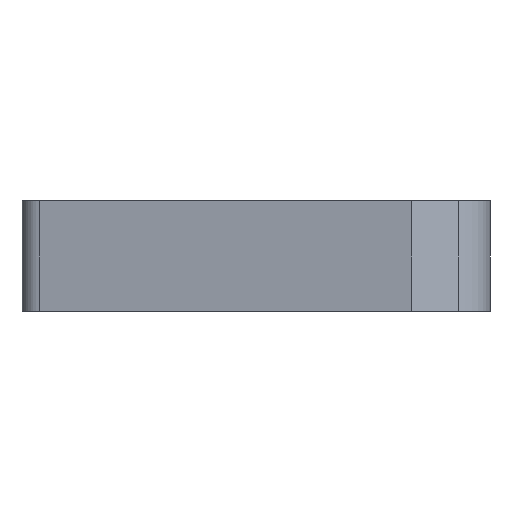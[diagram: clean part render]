
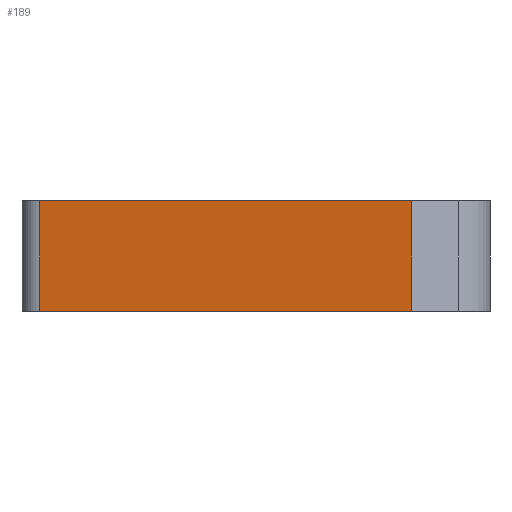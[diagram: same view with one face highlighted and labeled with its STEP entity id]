
A CAD part, left-side view. The second image highlights one B-rep face of the part: STEP entity #189.
In plain terms, the highlighted planar face has unit normal (-0.986, 0.166, 0).
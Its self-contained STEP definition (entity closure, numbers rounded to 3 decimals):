
#189=ADVANCED_FACE('',(#280),#230,.F.);
#230=PLANE('',#1239);
#280=FACE_OUTER_BOUND('',#334,.T.);
#334=EDGE_LOOP('',(#586,#587,#588,#589));
#586=ORIENTED_EDGE('',*,*,#889,.F.);
#587=ORIENTED_EDGE('',*,*,#790,.T.);
#588=ORIENTED_EDGE('',*,*,#869,.T.);
#589=ORIENTED_EDGE('',*,*,#786,.F.);
#678=VERTEX_POINT('',#1591);
#679=VERTEX_POINT('',#1593);
#681=VERTEX_POINT('',#1598);
#683=VERTEX_POINT('',#1602);
#786=EDGE_CURVE('',#679,#678,#940,.T.);
#790=EDGE_CURVE('',#681,#683,#942,.T.);
#869=EDGE_CURVE('',#683,#678,#999,.T.);
#889=EDGE_CURVE('',#681,#679,#1015,.T.);
#940=LINE('',#1594,#1062);
#942=LINE('',#1603,#1064);
#999=LINE('',#1765,#1121);
#1015=LINE('',#1799,#1137);
#1062=VECTOR('',#1287,1.);
#1064=VECTOR('',#1295,1.);
#1121=VECTOR('',#1446,1.);
#1137=VECTOR('',#1472,1.);
#1239=AXIS2_PLACEMENT_3D('',#1839,#1504,#1505);
#1287=DIRECTION('',(0.,0.,-1.));
#1295=DIRECTION('',(0.,0.,-1.));
#1446=DIRECTION('',(-0.166,-0.986,0.));
#1472=DIRECTION('',(-0.166,-0.986,0.));
#1504=DIRECTION('',(0.986,-0.166,0.));
#1505=DIRECTION('',(0.166,0.986,0.));
#1591=CARTESIAN_POINT('',(-11.35,0.,0.));
#1593=CARTESIAN_POINT('',(-11.35,0.,5.2));
#1594=CARTESIAN_POINT('',(-11.35,0.,5.2));
#1598=CARTESIAN_POINT('',(-8.39,17.576,5.2));
#1602=CARTESIAN_POINT('',(-8.39,17.576,0.));
#1603=CARTESIAN_POINT('',(-8.39,17.576,0.));
#1765=CARTESIAN_POINT('',(-8.25,18.41,0.));
#1799=CARTESIAN_POINT('',(-8.25,18.41,5.2));
#1839=CARTESIAN_POINT('',(-8.25,18.41,5.2));
